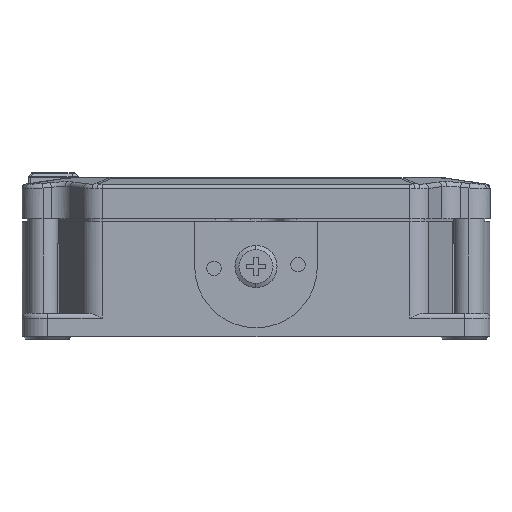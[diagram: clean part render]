
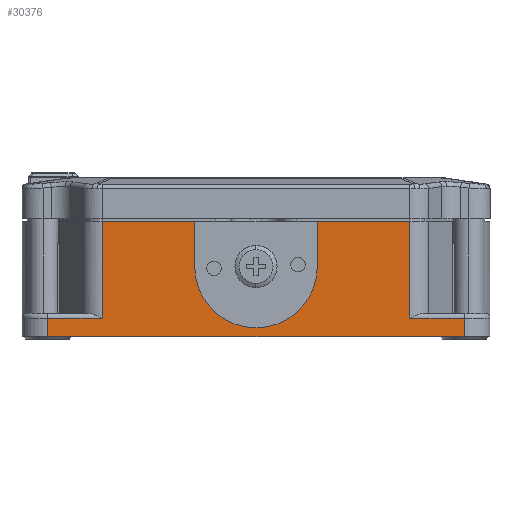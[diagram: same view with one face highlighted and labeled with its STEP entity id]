
A CAD part, left-side view. The second image highlights one B-rep face of the part: STEP entity #30376.
In plain terms, the highlighted planar face has unit normal (-1, 0, 0).
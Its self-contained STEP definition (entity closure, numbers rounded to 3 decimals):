
#575 = VERTEX_POINT ( 'NONE', #43711 ) ;
#808 = DIRECTION ( 'NONE',  ( 0., 0., -1. ) ) ;
#1487 = CARTESIAN_POINT ( 'NONE',  ( -65., -32.872, 4. ) ) ;
#1692 = EDGE_CURVE ( 'NONE', #26559, #23769, #32137, .T. ) ;
#2143 = FACE_OUTER_BOUND ( 'NONE', #24243, .T. ) ;
#2491 = CARTESIAN_POINT ( 'NONE',  ( -65., -13.1, 24.7 ) ) ;
#3706 = ORIENTED_EDGE ( 'NONE', *, *, #27755, .F. ) ;
#4135 = CARTESIAN_POINT ( 'NONE',  ( -65., 44.5, 4. ) ) ;
#4203 = CARTESIAN_POINT ( 'NONE',  ( -65., 0., 15. ) ) ;
#4563 = CARTESIAN_POINT ( 'NONE',  ( -65., -44.5, 0. ) ) ;
#4572 = CARTESIAN_POINT ( 'NONE',  ( -65., 50., 4. ) ) ;
#4718 = DIRECTION ( 'NONE',  ( 0., 0., -1. ) ) ;
#4773 = EDGE_CURVE ( 'NONE', #29818, #24240, #40084, .T. ) ;
#5299 = ORIENTED_EDGE ( 'NONE', *, *, #31724, .F. ) ;
#5722 = CARTESIAN_POINT ( 'NONE',  ( -65., 0., 0. ) ) ;
#6109 = CARTESIAN_POINT ( 'NONE',  ( -65., 32.872, 4. ) ) ;
#6408 = LINE ( 'NONE', #24535, #17285 ) ;
#7024 = DIRECTION ( 'NONE',  ( 0., -1., 0. ) ) ;
#7283 = CIRCLE ( 'NONE', #18069, 13.1 ) ;
#7840 = VECTOR ( 'NONE', #34012, 1000. ) ;
#8043 = VECTOR ( 'NONE', #32836, 1000. ) ;
#8239 = EDGE_CURVE ( 'NONE', #37001, #26559, #37834, .T. ) ;
#9168 = VERTEX_POINT ( 'NONE', #36817 ) ;
#9676 = VERTEX_POINT ( 'NONE', #1487 ) ;
#11265 = EDGE_CURVE ( 'NONE', #23769, #47159, #24165, .T. ) ;
#11407 = EDGE_CURVE ( 'NONE', #32773, #37001, #26293, .T. ) ;
#11485 = EDGE_CURVE ( 'NONE', #23843, #575, #7283, .T. ) ;
#12258 = DIRECTION ( 'NONE',  ( 0., -1., 0. ) ) ;
#12424 = VERTEX_POINT ( 'NONE', #4563 ) ;
#13289 = AXIS2_PLACEMENT_3D ( 'NONE', #4203, #35899, #808 ) ;
#13554 = CARTESIAN_POINT ( 'NONE',  ( -65., 32.872, 25. ) ) ;
#14337 = ORIENTED_EDGE ( 'NONE', *, *, #41554, .F. ) ;
#15745 = VECTOR ( 'NONE', #45366, 1000. ) ;
#16265 = EDGE_CURVE ( 'NONE', #24240, #9676, #33784, .T. ) ;
#16472 = CARTESIAN_POINT ( 'NONE',  ( -65., -44.5, 4. ) ) ;
#16840 = PLANE ( 'NONE',  #47380 ) ;
#17285 = VECTOR ( 'NONE', #24048, 1000. ) ;
#17857 = CARTESIAN_POINT ( 'NONE',  ( -65., 0., 15. ) ) ;
#18069 = AXIS2_PLACEMENT_3D ( 'NONE', #17857, #29914, #22684 ) ;
#19644 = ORIENTED_EDGE ( 'NONE', *, *, #11265, .F. ) ;
#21118 = VECTOR ( 'NONE', #32124, 1000. ) ;
#22270 = VECTOR ( 'NONE', #7024, 1000. ) ;
#22634 = CARTESIAN_POINT ( 'NONE',  ( -65., -32.872, 24.7 ) ) ;
#22684 = DIRECTION ( 'NONE',  ( 0., 0., -1. ) ) ;
#22936 = LINE ( 'NONE', #4572, #15745 ) ;
#23769 = VERTEX_POINT ( 'NONE', #30388 ) ;
#23843 = VERTEX_POINT ( 'NONE', #28200 ) ;
#23846 = DIRECTION ( 'NONE',  ( 0., -1., 0. ) ) ;
#24048 = DIRECTION ( 'NONE',  ( 0., 0., 1. ) ) ;
#24165 = LINE ( 'NONE', #32354, #21118 ) ;
#24240 = VERTEX_POINT ( 'NONE', #22634 ) ;
#24243 = EDGE_LOOP ( 'NONE', ( #3706, #5299, #19644, #47269, #30474, #27497, #26319, #14337, #36330, #35570, #35258, #34751, #32440 ) ) ;
#24535 = CARTESIAN_POINT ( 'NONE',  ( -65., -13.1, 25. ) ) ;
#24978 = VECTOR ( 'NONE', #12258, 1000. ) ;
#26139 = CARTESIAN_POINT ( 'NONE',  ( -65., -44.5, 25. ) ) ;
#26293 = LINE ( 'NONE', #44417, #8043 ) ;
#26319 = ORIENTED_EDGE ( 'NONE', *, *, #46350, .T. ) ;
#26559 = VERTEX_POINT ( 'NONE', #6109 ) ;
#27497 = ORIENTED_EDGE ( 'NONE', *, *, #11407, .F. ) ;
#27755 = EDGE_CURVE ( 'NONE', #9168, #23843, #37925, .T. ) ;
#28200 = CARTESIAN_POINT ( 'NONE',  ( -65., 0., 1.9 ) ) ;
#29514 = VECTOR ( 'NONE', #41551, 1000. ) ;
#29818 = VERTEX_POINT ( 'NONE', #2491 ) ;
#29914 = DIRECTION ( 'NONE',  ( -1., 0., 0. ) ) ;
#30376 = ADVANCED_FACE ( 'NONE', ( #2143 ), #16840, .F. ) ;
#30388 = CARTESIAN_POINT ( 'NONE',  ( -65., 32.872, 24.7 ) ) ;
#30474 = ORIENTED_EDGE ( 'NONE', *, *, #8239, .F. ) ;
#30605 = CARTESIAN_POINT ( 'NONE',  ( -65., 50., 4. ) ) ;
#31557 = CARTESIAN_POINT ( 'NONE',  ( -65., 50., 25. ) ) ;
#31724 = EDGE_CURVE ( 'NONE', #47159, #9168, #33933, .T. ) ;
#31779 = DIRECTION ( 'NONE',  ( 0., 0., -1. ) ) ;
#31878 = DIRECTION ( 'NONE',  ( 0., 0., 1. ) ) ;
#32124 = DIRECTION ( 'NONE',  ( 0., -1., 0. ) ) ;
#32137 = LINE ( 'NONE', #13554, #38212 ) ;
#32354 = CARTESIAN_POINT ( 'NONE',  ( -65., 50., 24.7 ) ) ;
#32440 = ORIENTED_EDGE ( 'NONE', *, *, #11485, .F. ) ;
#32773 = VERTEX_POINT ( 'NONE', #38852 ) ;
#32836 = DIRECTION ( 'NONE',  ( 0., 0., 1. ) ) ;
#33095 = CARTESIAN_POINT ( 'NONE',  ( -65., 50., 24.7 ) ) ;
#33784 = LINE ( 'NONE', #41702, #7840 ) ;
#33860 = LINE ( 'NONE', #26139, #29514 ) ;
#33933 = LINE ( 'NONE', #37787, #45141 ) ;
#34012 = DIRECTION ( 'NONE',  ( 0., 0., -1. ) ) ;
#34751 = ORIENTED_EDGE ( 'NONE', *, *, #43642, .F. ) ;
#35258 = ORIENTED_EDGE ( 'NONE', *, *, #4773, .F. ) ;
#35570 = ORIENTED_EDGE ( 'NONE', *, *, #16265, .F. ) ;
#35899 = DIRECTION ( 'NONE',  ( -1., 0., 0. ) ) ;
#35906 = DIRECTION ( 'NONE',  ( 1., 0., 0. ) ) ;
#36330 = ORIENTED_EDGE ( 'NONE', *, *, #47185, .F. ) ;
#36817 = CARTESIAN_POINT ( 'NONE',  ( -65., 13.1, 15. ) ) ;
#37001 = VERTEX_POINT ( 'NONE', #4135 ) ;
#37710 = VERTEX_POINT ( 'NONE', #16472 ) ;
#37787 = CARTESIAN_POINT ( 'NONE',  ( -65., 13.1, 25. ) ) ;
#37834 = LINE ( 'NONE', #30605, #40120 ) ;
#37925 = CIRCLE ( 'NONE', #13289, 13.1 ) ;
#38212 = VECTOR ( 'NONE', #31878, 1000. ) ;
#38546 = LINE ( 'NONE', #5722, #24978 ) ;
#38852 = CARTESIAN_POINT ( 'NONE',  ( -65., 44.5, 0. ) ) ;
#40055 = CARTESIAN_POINT ( 'NONE',  ( -65., 13.1, 24.7 ) ) ;
#40084 = LINE ( 'NONE', #33095, #22270 ) ;
#40120 = VECTOR ( 'NONE', #23846, 1000. ) ;
#41551 = DIRECTION ( 'NONE',  ( 0., 0., -1. ) ) ;
#41554 = EDGE_CURVE ( 'NONE', #37710, #12424, #33860, .T. ) ;
#41702 = CARTESIAN_POINT ( 'NONE',  ( -65., -32.872, 25. ) ) ;
#43642 = EDGE_CURVE ( 'NONE', #575, #29818, #6408, .T. ) ;
#43711 = CARTESIAN_POINT ( 'NONE',  ( -65., -13.1, 15. ) ) ;
#44417 = CARTESIAN_POINT ( 'NONE',  ( -65., 44.5, 25. ) ) ;
#45141 = VECTOR ( 'NONE', #4718, 1000. ) ;
#45366 = DIRECTION ( 'NONE',  ( 0., -1., 0. ) ) ;
#46350 = EDGE_CURVE ( 'NONE', #32773, #12424, #38546, .T. ) ;
#47159 = VERTEX_POINT ( 'NONE', #40055 ) ;
#47185 = EDGE_CURVE ( 'NONE', #9676, #37710, #22936, .T. ) ;
#47269 = ORIENTED_EDGE ( 'NONE', *, *, #1692, .F. ) ;
#47380 = AXIS2_PLACEMENT_3D ( 'NONE', #31557, #35906, #31779 ) ;
